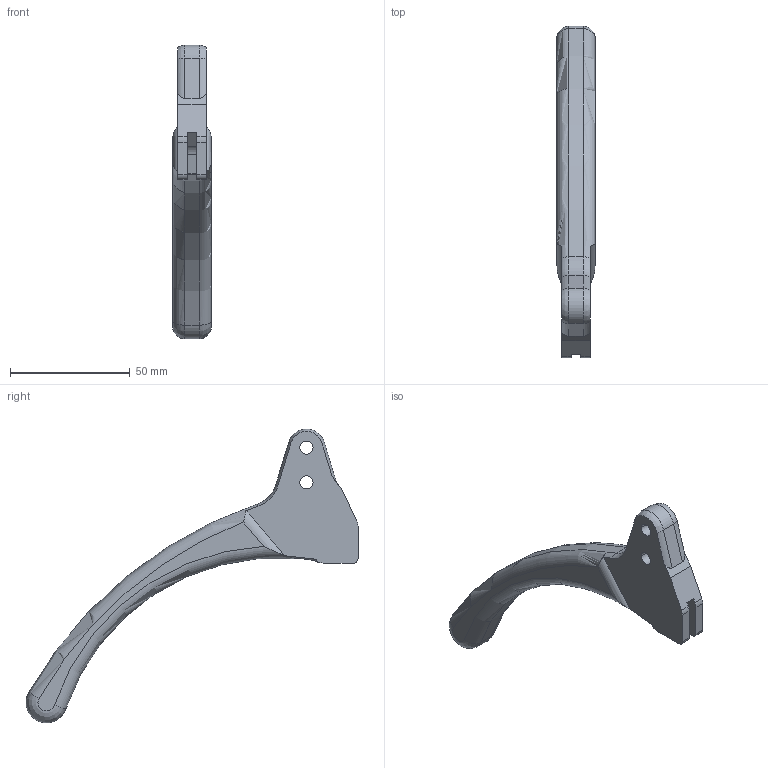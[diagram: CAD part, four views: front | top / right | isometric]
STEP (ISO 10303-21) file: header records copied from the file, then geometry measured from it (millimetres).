
FILE_DESCRIPTION(('CATIA V5 STEP Exchange'),'2;1');
FILE_NAME('Poignee brouette v2022.stp','2022-05-19T16:37:17+00:00',('none'),('none'),'CATIA Version 5 Release 19 GA (IN-10)','CATIA V5 STEP AP203','none');
FILE_SCHEMA(('CONFIG_CONTROL_DESIGN'));
Length unit declared in the file: millimetre
Products named in the file (1): Poignee brouette V2022
Bounding box: 16 x 138.42 x 122.49 mm (x, y, z)
Volume: 44113.1 mm3; surface area: 12855.1 mm2
Topology: 1 solids, 1 shells, 77 faces, 197 edges, 122 vertices
Faces by surface type: cylinder 31, plane 20, bspline 12, torus 10, revolution 4
Entity records: 3141 total; most frequent: CARTESIAN_POINT 1427, ORIENTED_EDGE 394, DIRECTION 248, EDGE_CURVE 197, AXIS2_PLACEMENT_3D 122, VERTEX_POINT 122, EDGE_LOOP 81, ADVANCED_FACE 77
